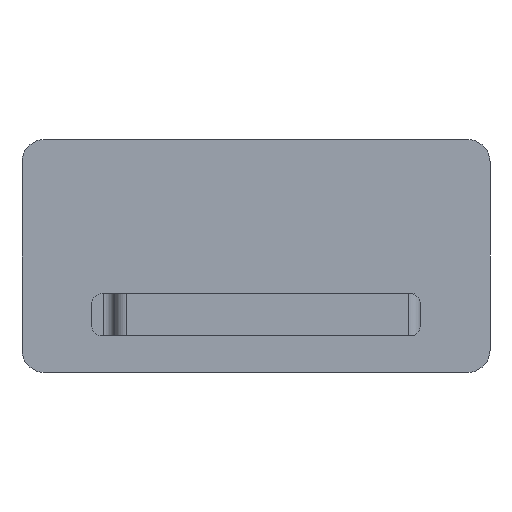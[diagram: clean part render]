
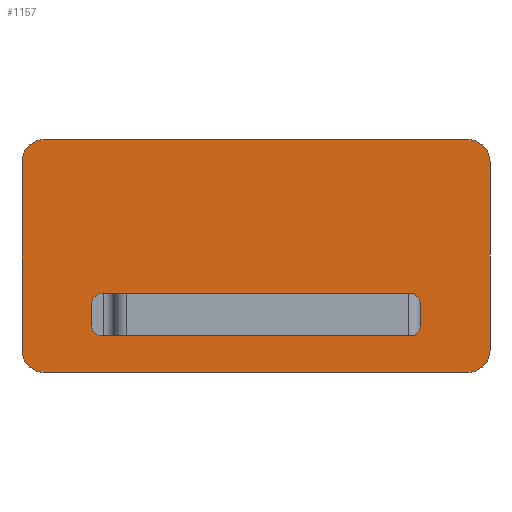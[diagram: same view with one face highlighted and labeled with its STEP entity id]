
A CAD part, front view. The second image highlights one B-rep face of the part: STEP entity #1157.
In plain terms, the highlighted planar face has unit normal (0, -1, 0).
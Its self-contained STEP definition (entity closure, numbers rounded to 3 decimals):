
#4 = ORIENTED_EDGE ( 'NONE', *, *, #935, .F. ) ;
#65 = CARTESIAN_POINT ( 'NONE',  ( 70., -9., -20.763 ) ) ;
#80 = FACE_OUTER_BOUND ( 'NONE', #370, .T. ) ;
#89 = CARTESIAN_POINT ( 'NONE',  ( -65.237, -9., -16. ) ) ;
#97 = EDGE_CURVE ( 'NONE', #1674, #291, #1795, .T. ) ;
#103 = DIRECTION ( 'NONE',  ( 0., 0., -1. ) ) ;
#140 = EDGE_CURVE ( 'NONE', #2246, #168, #388, .T. ) ;
#146 = CARTESIAN_POINT ( 'NONE',  ( 70., -9., -29.238 ) ) ;
#157 = VERTEX_POINT ( 'NONE', #2024 ) ;
#168 = VERTEX_POINT ( 'NONE', #250 ) ;
#171 = DIRECTION ( 'NONE',  ( -1., 0., 0. ) ) ;
#183 = CARTESIAN_POINT ( 'NONE',  ( 90., -9., 40. ) ) ;
#185 = VERTEX_POINT ( 'NONE', #1878 ) ;
#188 = LINE ( 'NONE', #920, #2252 ) ;
#215 = VERTEX_POINT ( 'NONE', #432 ) ;
#238 = ORIENTED_EDGE ( 'NONE', *, *, #140, .F. ) ;
#250 = CARTESIAN_POINT ( 'NONE',  ( 99.5, -9., -40. ) ) ;
#252 = CARTESIAN_POINT ( 'NONE',  ( 65.237, -9., -16. ) ) ;
#257 = VERTEX_POINT ( 'NONE', #2058 ) ;
#263 = DIRECTION ( 'NONE',  ( 0., 1., 0. ) ) ;
#284 = LINE ( 'NONE', #1862, #1274 ) ;
#291 = VERTEX_POINT ( 'NONE', #89 ) ;
#326 = VECTOR ( 'NONE', #2000, 1000. ) ;
#328 = AXIS2_PLACEMENT_3D ( 'NONE', #1088, #2143, #1619 ) ;
#352 = CARTESIAN_POINT ( 'NONE',  ( -90., -9., 40. ) ) ;
#360 = CARTESIAN_POINT ( 'NONE',  ( 65.237, -9., -29.238 ) ) ;
#370 = EDGE_LOOP ( 'NONE', ( #2294, #1292, #1854, #2251, #1261, #238, #548, #4 ) ) ;
#388 = LINE ( 'NONE', #768, #326 ) ;
#423 = DIRECTION ( 'NONE',  ( 0., 0., 1. ) ) ;
#432 = CARTESIAN_POINT ( 'NONE',  ( 90., -9., -49.5 ) ) ;
#437 = EDGE_LOOP ( 'NONE', ( #581, #1301, #2315, #1265, #1992, #1182, #746, #1930 ) ) ;
#439 = EDGE_CURVE ( 'NONE', #185, #1034, #1475, .T. ) ;
#447 = AXIS2_PLACEMENT_3D ( 'NONE', #352, #1246, #2339 ) ;
#477 = CARTESIAN_POINT ( 'NONE',  ( -65.237, -9., -29.238 ) ) ;
#546 = DIRECTION ( 'NONE',  ( 0., 0., 1. ) ) ;
#548 = ORIENTED_EDGE ( 'NONE', *, *, #1032, .F. ) ;
#581 = ORIENTED_EDGE ( 'NONE', *, *, #898, .T. ) ;
#648 = EDGE_CURVE ( 'NONE', #2227, #742, #896, .T. ) ;
#677 = AXIS2_PLACEMENT_3D ( 'NONE', #183, #916, #546 ) ;
#712 = CIRCLE ( 'NONE', #328, 4.762 ) ;
#715 = LINE ( 'NONE', #754, #1197 ) ;
#727 = CARTESIAN_POINT ( 'NONE',  ( 90., -9., -40. ) ) ;
#742 = VERTEX_POINT ( 'NONE', #844 ) ;
#746 = ORIENTED_EDGE ( 'NONE', *, *, #439, .T. ) ;
#754 = CARTESIAN_POINT ( 'NONE',  ( -70., -9., -16. ) ) ;
#768 = CARTESIAN_POINT ( 'NONE',  ( 99.5, -9., 40. ) ) ;
#814 = DIRECTION ( 'NONE',  ( 0., 0., 1. ) ) ;
#819 = EDGE_CURVE ( 'NONE', #215, #2227, #1977, .T. ) ;
#827 = AXIS2_PLACEMENT_3D ( 'NONE', #360, #1853, #423 ) ;
#840 = FACE_BOUND ( 'NONE', #437, .T. ) ;
#844 = CARTESIAN_POINT ( 'NONE',  ( -99.5, -9., -40. ) ) ;
#846 = EDGE_CURVE ( 'NONE', #291, #1100, #715, .T. ) ;
#850 = CARTESIAN_POINT ( 'NONE',  ( 0., -9., 0. ) ) ;
#860 = EDGE_CURVE ( 'NONE', #157, #888, #1457, .T. ) ;
#888 = VERTEX_POINT ( 'NONE', #1439 ) ;
#896 = CIRCLE ( 'NONE', #2207, 9.5 ) ;
#898 = EDGE_CURVE ( 'NONE', #257, #1674, #188, .T. ) ;
#916 = DIRECTION ( 'NONE',  ( 0., 1., 0. ) ) ;
#920 = CARTESIAN_POINT ( 'NONE',  ( -70., -9., -16. ) ) ;
#934 = DIRECTION ( 'NONE',  ( 0., 1., 0. ) ) ;
#935 = EDGE_CURVE ( 'NONE', #888, #2263, #1905, .T. ) ;
#993 = DIRECTION ( 'NONE',  ( 0., 0., 1. ) ) ;
#1006 = EDGE_CURVE ( 'NONE', #1100, #1447, #712, .T. ) ;
#1016 = VECTOR ( 'NONE', #1538, 1000. ) ;
#1017 = VECTOR ( 'NONE', #814, 1000. ) ;
#1032 = EDGE_CURVE ( 'NONE', #2263, #2246, #1681, .T. ) ;
#1034 = VERTEX_POINT ( 'NONE', #1606 ) ;
#1056 = CIRCLE ( 'NONE', #1422, 9.5 ) ;
#1088 = CARTESIAN_POINT ( 'NONE',  ( 65.237, -9., -20.763 ) ) ;
#1100 = VERTEX_POINT ( 'NONE', #252 ) ;
#1105 = DIRECTION ( 'NONE',  ( 0., 0., 1. ) ) ;
#1117 = EDGE_CURVE ( 'NONE', #1948, #185, #1348, .T. ) ;
#1157 = ADVANCED_FACE ( 'NONE', ( #840, #80 ), #1725, .F. ) ;
#1162 = EDGE_CURVE ( 'NONE', #742, #157, #1890, .T. ) ;
#1178 = DIRECTION ( 'NONE',  ( 0., 1., 0. ) ) ;
#1180 = CARTESIAN_POINT ( 'NONE',  ( -90., -9., -49.5 ) ) ;
#1182 = ORIENTED_EDGE ( 'NONE', *, *, #1117, .T. ) ;
#1197 = VECTOR ( 'NONE', #1258, 1000. ) ;
#1245 = DIRECTION ( 'NONE',  ( 0., 1., 0. ) ) ;
#1246 = DIRECTION ( 'NONE',  ( 0., 1., 0. ) ) ;
#1250 = CARTESIAN_POINT ( 'NONE',  ( -65.237, -9., -20.763 ) ) ;
#1258 = DIRECTION ( 'NONE',  ( 1., 0., 0. ) ) ;
#1261 = ORIENTED_EDGE ( 'NONE', *, *, #1585, .F. ) ;
#1265 = ORIENTED_EDGE ( 'NONE', *, *, #1006, .T. ) ;
#1274 = VECTOR ( 'NONE', #103, 1000. ) ;
#1288 = DIRECTION ( 'NONE',  ( -1., 0., 0. ) ) ;
#1292 = ORIENTED_EDGE ( 'NONE', *, *, #1162, .F. ) ;
#1299 = DIRECTION ( 'NONE',  ( 0., 0., 1. ) ) ;
#1301 = ORIENTED_EDGE ( 'NONE', *, *, #97, .T. ) ;
#1335 = DIRECTION ( 'NONE',  ( 0., 0., 1. ) ) ;
#1348 = CIRCLE ( 'NONE', #827, 4.762 ) ;
#1422 = AXIS2_PLACEMENT_3D ( 'NONE', #727, #1245, #2287 ) ;
#1439 = CARTESIAN_POINT ( 'NONE',  ( -90., -9., 49.5 ) ) ;
#1447 = VERTEX_POINT ( 'NONE', #65 ) ;
#1457 = CIRCLE ( 'NONE', #447, 9.5 ) ;
#1471 = CARTESIAN_POINT ( 'NONE',  ( -70., -9., -20.763 ) ) ;
#1472 = EDGE_CURVE ( 'NONE', #1034, #257, #2214, .T. ) ;
#1475 = LINE ( 'NONE', #1978, #2025 ) ;
#1500 = EDGE_CURVE ( 'NONE', #1447, #1948, #284, .T. ) ;
#1507 = CARTESIAN_POINT ( 'NONE',  ( 90., -9., 49.5 ) ) ;
#1510 = DIRECTION ( 'NONE',  ( 0., 1., 0. ) ) ;
#1517 = CARTESIAN_POINT ( 'NONE',  ( 99.5, -9., 40. ) ) ;
#1538 = DIRECTION ( 'NONE',  ( 1., 0., 0. ) ) ;
#1585 = EDGE_CURVE ( 'NONE', #168, #215, #1056, .T. ) ;
#1588 = CARTESIAN_POINT ( 'NONE',  ( 90., -9., -49.5 ) ) ;
#1606 = CARTESIAN_POINT ( 'NONE',  ( -65.237, -9., -34. ) ) ;
#1619 = DIRECTION ( 'NONE',  ( 0., 0., 1. ) ) ;
#1642 = VECTOR ( 'NONE', #171, 1000. ) ;
#1645 = AXIS2_PLACEMENT_3D ( 'NONE', #850, #1178, #1879 ) ;
#1662 = CARTESIAN_POINT ( 'NONE',  ( -90., -9., 49.5 ) ) ;
#1674 = VERTEX_POINT ( 'NONE', #1471 ) ;
#1681 = CIRCLE ( 'NONE', #677, 9.5 ) ;
#1725 = PLANE ( 'NONE',  #1645 ) ;
#1795 = CIRCLE ( 'NONE', #2253, 4.762 ) ;
#1853 = DIRECTION ( 'NONE',  ( 0., 1., 0. ) ) ;
#1854 = ORIENTED_EDGE ( 'NONE', *, *, #648, .F. ) ;
#1862 = CARTESIAN_POINT ( 'NONE',  ( 70., -9., -16. ) ) ;
#1878 = CARTESIAN_POINT ( 'NONE',  ( 65.237, -9., -34. ) ) ;
#1879 = DIRECTION ( 'NONE',  ( 0., 0., 1. ) ) ;
#1890 = LINE ( 'NONE', #2059, #1017 ) ;
#1905 = LINE ( 'NONE', #1662, #1016 ) ;
#1930 = ORIENTED_EDGE ( 'NONE', *, *, #1472, .T. ) ;
#1948 = VERTEX_POINT ( 'NONE', #146 ) ;
#1949 = AXIS2_PLACEMENT_3D ( 'NONE', #477, #263, #993 ) ;
#1977 = LINE ( 'NONE', #1588, #1642 ) ;
#1978 = CARTESIAN_POINT ( 'NONE',  ( -70., -9., -34. ) ) ;
#1992 = ORIENTED_EDGE ( 'NONE', *, *, #1500, .T. ) ;
#2000 = DIRECTION ( 'NONE',  ( 0., 0., -1. ) ) ;
#2024 = CARTESIAN_POINT ( 'NONE',  ( -99.5, -9., 40. ) ) ;
#2025 = VECTOR ( 'NONE', #1288, 1000. ) ;
#2045 = CARTESIAN_POINT ( 'NONE',  ( -90., -9., -40. ) ) ;
#2058 = CARTESIAN_POINT ( 'NONE',  ( -70., -9., -29.238 ) ) ;
#2059 = CARTESIAN_POINT ( 'NONE',  ( -99.5, -9., -40. ) ) ;
#2143 = DIRECTION ( 'NONE',  ( 0., 1., 0. ) ) ;
#2207 = AXIS2_PLACEMENT_3D ( 'NONE', #2045, #1510, #1335 ) ;
#2214 = CIRCLE ( 'NONE', #1949, 4.762 ) ;
#2227 = VERTEX_POINT ( 'NONE', #1180 ) ;
#2246 = VERTEX_POINT ( 'NONE', #1517 ) ;
#2251 = ORIENTED_EDGE ( 'NONE', *, *, #819, .F. ) ;
#2252 = VECTOR ( 'NONE', #1105, 1000. ) ;
#2253 = AXIS2_PLACEMENT_3D ( 'NONE', #1250, #934, #1299 ) ;
#2263 = VERTEX_POINT ( 'NONE', #1507 ) ;
#2287 = DIRECTION ( 'NONE',  ( 0., 0., 1. ) ) ;
#2294 = ORIENTED_EDGE ( 'NONE', *, *, #860, .F. ) ;
#2315 = ORIENTED_EDGE ( 'NONE', *, *, #846, .T. ) ;
#2339 = DIRECTION ( 'NONE',  ( 0., 0., 1. ) ) ;
